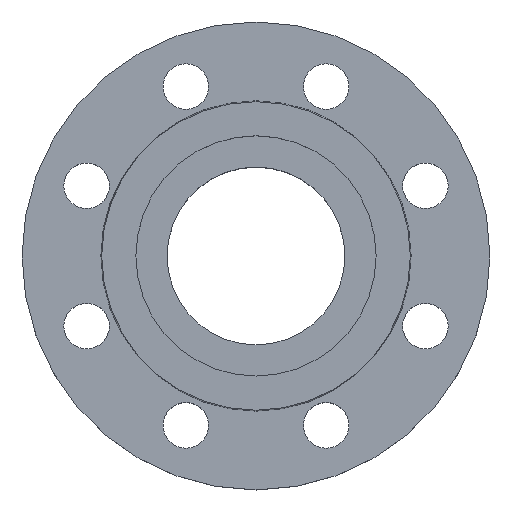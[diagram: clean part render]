
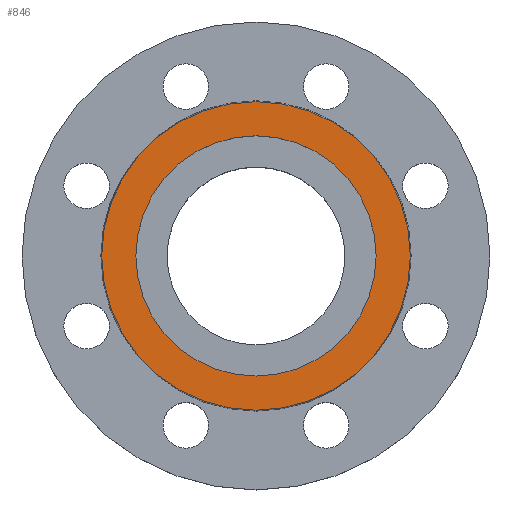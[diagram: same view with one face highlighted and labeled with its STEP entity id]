
A CAD part, top view. The second image highlights one B-rep face of the part: STEP entity #846.
In plain terms, the highlighted planar face has unit normal (0, 0, 1).
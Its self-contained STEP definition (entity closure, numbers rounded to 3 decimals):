
#66 = CARTESIAN_POINT ( 'NONE',  ( -47.5, 0., 0. ) ) ;
#91 = CARTESIAN_POINT ( 'NONE',  ( -61., 0., 0. ) ) ;
#105 = CARTESIAN_POINT ( 'NONE',  ( 47.5, 0., 0. ) ) ;
#124 = DIRECTION ( 'NONE',  ( -1., 0., 0. ) ) ;
#125 = DIRECTION ( 'NONE',  ( 0., 0., -1. ) ) ;
#126 = CARTESIAN_POINT ( 'NONE',  ( 0., 0., 0. ) ) ;
#157 = DIRECTION ( 'NONE',  ( -1., 0., 0. ) ) ;
#159 = DIRECTION ( 'NONE',  ( 0., 0., -1. ) ) ;
#160 = CARTESIAN_POINT ( 'NONE',  ( 0., 0., 0. ) ) ;
#248 = CIRCLE ( 'NONE', #481, 61. ) ;
#272 = CARTESIAN_POINT ( 'NONE',  ( 61., 0., 0. ) ) ;
#282 = AXIS2_PLACEMENT_3D ( 'NONE', #454, #452, #450 ) ;
#315 = DIRECTION ( 'NONE',  ( 1., 0., 0. ) ) ;
#316 = DIRECTION ( 'NONE',  ( 0., 0., 1. ) ) ;
#317 = CARTESIAN_POINT ( 'NONE',  ( 0., 0., 0. ) ) ;
#318 = PLANE ( 'NONE',  #484 ) ;
#319 = FACE_BOUND ( 'NONE', #1134, .T. ) ;
#321 = FACE_OUTER_BOUND ( 'NONE', #901, .T. ) ;
#412 = EDGE_CURVE ( 'NONE', #1085, #914, #248, .T. ) ;
#450 = DIRECTION ( 'NONE',  ( -1., 0., 0. ) ) ;
#452 = DIRECTION ( 'NONE',  ( 0., 0., -1. ) ) ;
#454 = CARTESIAN_POINT ( 'NONE',  ( 0., 0., 0. ) ) ;
#481 = AXIS2_PLACEMENT_3D ( 'NONE', #568, #566, #565 ) ;
#484 = AXIS2_PLACEMENT_3D ( 'NONE', #317, #316, #315 ) ;
#536 = AXIS2_PLACEMENT_3D ( 'NONE', #126, #125, #124 ) ;
#548 = AXIS2_PLACEMENT_3D ( 'NONE', #160, #159, #157 ) ;
#551 = CIRCLE ( 'NONE', #548, 47.5 ) ;
#565 = DIRECTION ( 'NONE',  ( -1., 0., 0. ) ) ;
#566 = DIRECTION ( 'NONE',  ( 0., 0., -1. ) ) ;
#568 = CARTESIAN_POINT ( 'NONE',  ( 0., 0., 0. ) ) ;
#574 = CIRCLE ( 'NONE', #282, 47.5 ) ;
#590 = EDGE_CURVE ( 'NONE', #1065, #1146, #574, .T. ) ;
#722 = ORIENTED_EDGE ( 'NONE', *, *, #412, .F. ) ;
#723 = ORIENTED_EDGE ( 'NONE', *, *, #1047, .F. ) ;
#724 = ORIENTED_EDGE ( 'NONE', *, *, #1034, .T. ) ;
#725 = ORIENTED_EDGE ( 'NONE', *, *, #590, .T. ) ;
#846 = ADVANCED_FACE ( 'NONE', ( #321, #319 ), #318, .T. ) ;
#901 = EDGE_LOOP ( 'NONE', ( #722, #723 ) ) ;
#914 = VERTEX_POINT ( 'NONE', #272 ) ;
#966 = CIRCLE ( 'NONE', #536, 61. ) ;
#1034 = EDGE_CURVE ( 'NONE', #1146, #1065, #551, .T. ) ;
#1047 = EDGE_CURVE ( 'NONE', #914, #1085, #966, .T. ) ;
#1065 = VERTEX_POINT ( 'NONE', #105 ) ;
#1085 = VERTEX_POINT ( 'NONE', #91 ) ;
#1134 = EDGE_LOOP ( 'NONE', ( #724, #725 ) ) ;
#1146 = VERTEX_POINT ( 'NONE', #66 ) ;
